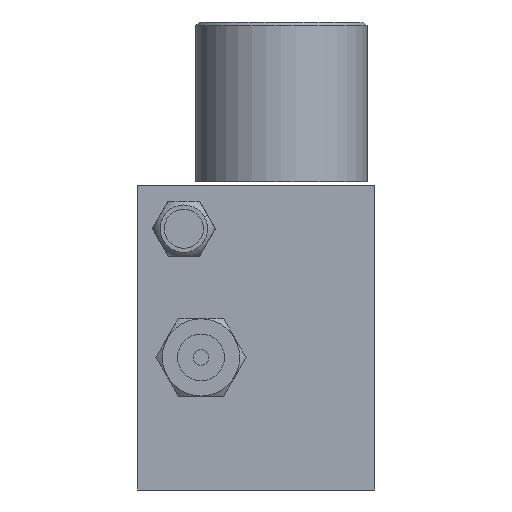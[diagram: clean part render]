
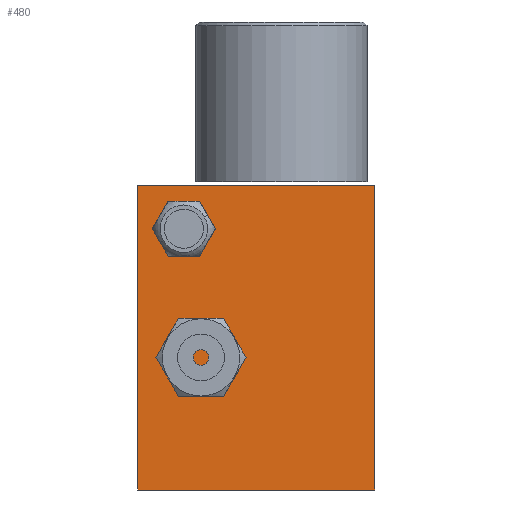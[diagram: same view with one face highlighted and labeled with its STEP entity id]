
A CAD part, left-side view. The second image highlights one B-rep face of the part: STEP entity #480.
In plain terms, the highlighted planar face has unit normal (-1, 0, 0).
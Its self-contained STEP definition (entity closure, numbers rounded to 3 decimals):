
#13 = VECTOR ( 'NONE', #3355, 1000. ) ;
#14 = LINE ( 'NONE', #15, #4451 ) ;
#15 = CARTESIAN_POINT ( 'NONE',  ( -37.5, 13.9, 50. ) ) ;
#20 = DIRECTION ( 'NONE',  ( 0., 0., -1. ) ) ;
#135 = VERTEX_POINT ( 'NONE', #1548 ) ;
#148 = VERTEX_POINT ( 'NONE', #1639 ) ;
#195 = VERTEX_POINT ( 'NONE', #1453 ) ;
#257 = FACE_OUTER_BOUND ( 'NONE', #2933, .T. ) ;
#480 = ADVANCED_FACE ( 'NONE', ( #257 ), #784, .F. ) ;
#774 = CARTESIAN_POINT ( 'NONE',  ( -37.5, -16.5, 50. ) ) ;
#782 = DIRECTION ( 'NONE',  ( 1., 0., 0. ) ) ;
#783 = DIRECTION ( 'NONE',  ( 0., 0., -1. ) ) ;
#784 = PLANE ( 'NONE',  #2239 ) ;
#1453 = CARTESIAN_POINT ( 'NONE',  ( -37.5, -16.5, 11. ) ) ;
#1498 = ORIENTED_EDGE ( 'NONE', *, *, #2360, .T. ) ;
#1548 = CARTESIAN_POINT ( 'NONE',  ( -37.5, 13.9, 50. ) ) ;
#1555 = ORIENTED_EDGE ( 'NONE', *, *, #2443, .T. ) ;
#1639 = CARTESIAN_POINT ( 'NONE',  ( -37.5, -16.5, 50. ) ) ;
#1711 = ORIENTED_EDGE ( 'NONE', *, *, #2415, .F. ) ;
#1728 = ORIENTED_EDGE ( 'NONE', *, *, #2436, .F. ) ;
#2239 = AXIS2_PLACEMENT_3D ( 'NONE', #774, #782, #783 ) ;
#2360 = EDGE_CURVE ( 'NONE', #2904, #195, #4390, .T. ) ;
#2415 = EDGE_CURVE ( 'NONE', #135, #148, #3303, .T. ) ;
#2436 = EDGE_CURVE ( 'NONE', #148, #195, #3348, .T. ) ;
#2443 = EDGE_CURVE ( 'NONE', #135, #2904, #14, .T. ) ;
#2904 = VERTEX_POINT ( 'NONE', #3850 ) ;
#2933 = EDGE_LOOP ( 'NONE', ( #1498, #1728, #1711, #1555 ) ) ;
#3302 = CARTESIAN_POINT ( 'NONE',  ( -37.5, -16.5, 50. ) ) ;
#3303 = LINE ( 'NONE', #3302, #13 ) ;
#3308 = DIRECTION ( 'NONE',  ( 0., 0., -1. ) ) ;
#3348 = LINE ( 'NONE', #3351, #4445 ) ;
#3351 = CARTESIAN_POINT ( 'NONE',  ( -37.5, -16.5, 50. ) ) ;
#3355 = DIRECTION ( 'NONE',  ( 0., -1., 0. ) ) ;
#3505 = VECTOR ( 'NONE', #4392, 1000. ) ;
#3850 = CARTESIAN_POINT ( 'NONE',  ( -37.5, 13.9, 11. ) ) ;
#4390 = LINE ( 'NONE', #4391, #3505 ) ;
#4391 = CARTESIAN_POINT ( 'NONE',  ( -37.5, -16.5, 11. ) ) ;
#4392 = DIRECTION ( 'NONE',  ( 0., -1., 0. ) ) ;
#4445 = VECTOR ( 'NONE', #3308, 1000. ) ;
#4451 = VECTOR ( 'NONE', #20, 1000. ) ;
